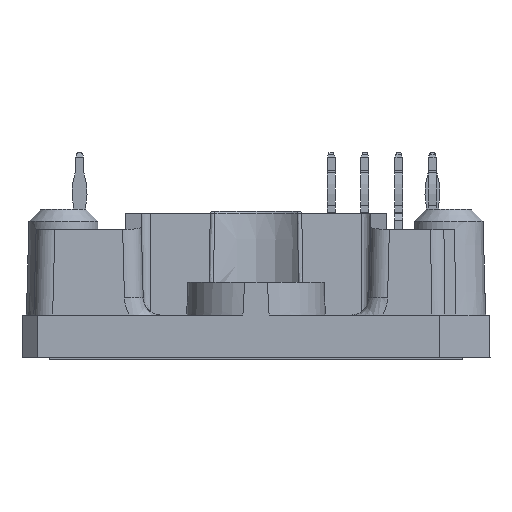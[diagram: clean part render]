
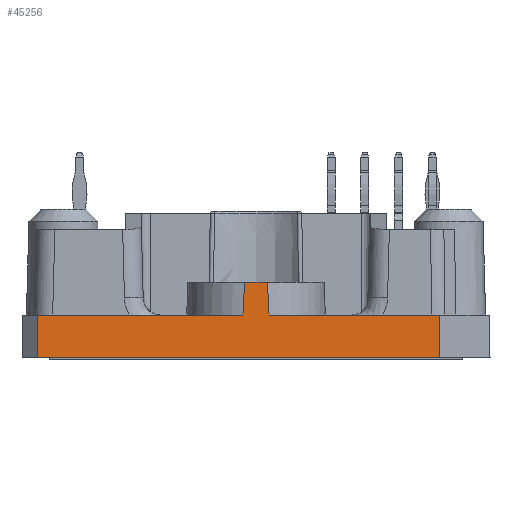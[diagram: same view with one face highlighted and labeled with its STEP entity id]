
A CAD part, left-side view. The second image highlights one B-rep face of the part: STEP entity #45256.
In plain terms, the highlighted planar face has unit normal (-1, 0, 0.018).
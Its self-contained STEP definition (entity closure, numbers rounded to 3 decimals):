
#86=B_SPLINE_CURVE_WITH_KNOTS('',3,(#62719,#62720,#62721,#62722),
 .UNSPECIFIED.,.F.,.F.,(4,4),(0.,0.003),.UNSPECIFIED.);
#89=B_SPLINE_CURVE_WITH_KNOTS('',3,(#62743,#62744,#62745,#62746),
 .UNSPECIFIED.,.F.,.F.,(4,4),(0.,0.003),.UNSPECIFIED.);
#2240=LINE('',#62838,#5596);
#2301=LINE('',#63173,#5657);
#2317=LINE('',#63225,#5673);
#2343=LINE('',#63336,#5699);
#2392=LINE('',#63465,#5748);
#2393=LINE('',#63466,#5749);
#5596=VECTOR('',#52918,1000.);
#5657=VECTOR('',#53079,1000.);
#5673=VECTOR('',#53111,1000.);
#5699=VECTOR('',#53193,1000.);
#5748=VECTOR('',#53298,1000.);
#5749=VECTOR('',#53299,1000.);
#10994=ORIENTED_EDGE('',*,*,#19034,.F.);
#10995=ORIENTED_EDGE('',*,*,#19152,.T.);
#10996=ORIENTED_EDGE('',*,*,#19088,.T.);
#10997=ORIENTED_EDGE('',*,*,#19153,.T.);
#10998=ORIENTED_EDGE('',*,*,#19011,.F.);
#10999=ORIENTED_EDGE('',*,*,#18855,.T.);
#11000=ORIENTED_EDGE('',*,*,#18892,.T.);
#11001=ORIENTED_EDGE('',*,*,#18862,.F.);
#18855=EDGE_CURVE('',#23093,#23092,#86,.T.);
#18862=EDGE_CURVE('',#23099,#23100,#89,.T.);
#18892=EDGE_CURVE('',#23092,#23100,#2240,.F.);
#19011=EDGE_CURVE('',#23093,#23226,#2301,.F.);
#19034=EDGE_CURVE('',#23244,#23099,#2317,.F.);
#19088=EDGE_CURVE('',#23293,#23292,#2343,.F.);
#19152=EDGE_CURVE('',#23244,#23293,#2392,.F.);
#19153=EDGE_CURVE('',#23292,#23226,#2393,.F.);
#23092=VERTEX_POINT('',#62718);
#23093=VERTEX_POINT('',#62723);
#23099=VERTEX_POINT('',#62742);
#23100=VERTEX_POINT('',#62747);
#23226=VERTEX_POINT('',#63174);
#23244=VERTEX_POINT('',#63224);
#23292=VERTEX_POINT('',#63335);
#23293=VERTEX_POINT('',#63337);
#26947=EDGE_LOOP('',(#10994,#10995,#10996,#10997,#10998,#10999,#11000,#11001));
#29001=FACE_BOUND('',#26947,.T.);
#30675=PLANE('',#47675);
#45256=ADVANCED_FACE('',(#29001),#30675,.T.);
#47675=AXIS2_PLACEMENT_3D('',#63464,#53296,#53297);
#52918=DIRECTION('',(0.,-1.,0.));
#53079=DIRECTION('',(0.,1.,0.));
#53111=DIRECTION('',(0.,1.,0.));
#53193=DIRECTION('',(0.,1.,0.));
#53296=DIRECTION('',(-1.,0.,0.017));
#53297=DIRECTION('',(0.017,0.,1.));
#53298=DIRECTION('',(0.017,-0.017,1.));
#53299=DIRECTION('',(-0.017,-0.007,-1.));
#62718=CARTESIAN_POINT('',(-40.895,-0.913,6.));
#62719=CARTESIAN_POINT('',(-40.941,-1.044,3.4));
#62720=CARTESIAN_POINT('',(-40.926,-1.003,4.267));
#62721=CARTESIAN_POINT('',(-40.91,-0.959,5.133));
#62722=CARTESIAN_POINT('',(-40.895,-0.913,6.));
#62723=CARTESIAN_POINT('',(-40.941,-1.044,3.4));
#62742=CARTESIAN_POINT('',(-40.941,1.044,3.4));
#62743=CARTESIAN_POINT('',(-40.941,1.044,3.4));
#62744=CARTESIAN_POINT('',(-40.926,1.003,4.267));
#62745=CARTESIAN_POINT('',(-40.91,0.959,5.133));
#62746=CARTESIAN_POINT('',(-40.895,0.913,6.));
#62747=CARTESIAN_POINT('',(-40.895,0.913,6.));
#62838=CARTESIAN_POINT('',(-40.895,0.,6.));
#63173=CARTESIAN_POINT('',(-40.941,0.,3.4));
#63174=CARTESIAN_POINT('',(-40.941,-14.675,3.4));
#63224=CARTESIAN_POINT('',(-40.941,17.43,3.4));
#63225=CARTESIAN_POINT('',(-40.941,0.,3.4));
#63335=CARTESIAN_POINT('',(-41.,-14.7,0.));
#63336=CARTESIAN_POINT('',(-41.,0.,0.));
#63337=CARTESIAN_POINT('',(-41.,17.49,0.));
#63464=CARTESIAN_POINT('',(-41.,0.,0.));
#63465=CARTESIAN_POINT('',(-40.995,17.484,0.305));
#63466=CARTESIAN_POINT('',(-40.998,-14.699,0.134));
